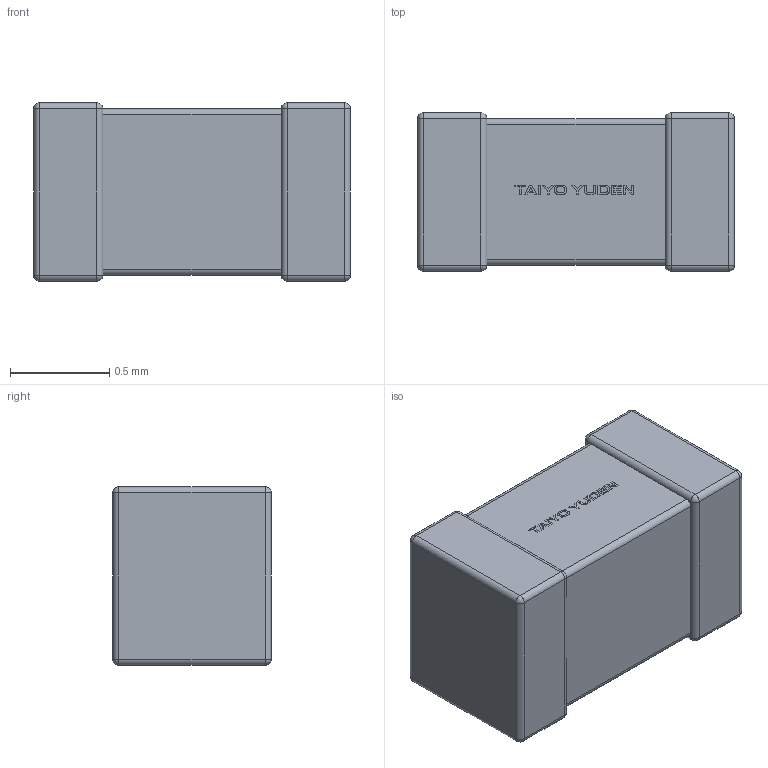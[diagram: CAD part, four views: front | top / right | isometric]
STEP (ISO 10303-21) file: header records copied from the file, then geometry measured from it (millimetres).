
FILE_DESCRIPTION(/* description */ (''),/* implementation_level */ '2;1');
FILE_NAME(/* name */ 'UMK107BJ105KA.stp',/* time_stamp */ '2021-06-02T12:03:08+02:00',/* author */ ('AbuBakr'),/* organization */ (''),/* preprocessor_version */ 'ST-DEVELOPER v17',/* originating_system */ 'Autodesk Inventor 2019',/* authorisation */ '');
FILE_SCHEMA (('AUTOMOTIVE_DESIGN { 1 0 10303 214 3 1 1 }'));
Length unit declared in the file: millimetre
Products named in the file (4): UMK107BJ105KA; 1; 2; Taiyo Yuden
Assembly tree (3 placements, depth 2):
  UMK107BJ105KA
    1
    2
    Taiyo Yuden
Bounding box: 1.6 x 0.8 x 0.9 mm (x, y, z)
Volume: 1.1 mm3; surface area: 9.1 mm2
Topology: 13 solids, 13 shells, 185 faces, 429 edges, 270 vertices
Faces by surface type: plane 125, cylinder 28, sphere 16, bspline 16
Entity records: 5518 total; most frequent: CARTESIAN_POINT 1099, ORIENTED_EDGE 858, DIRECTION 805, EDGE_CURVE 429, LINE 341, VECTOR 341, VERTEX_POINT 270, AXIS2_PLACEMENT_3D 232
